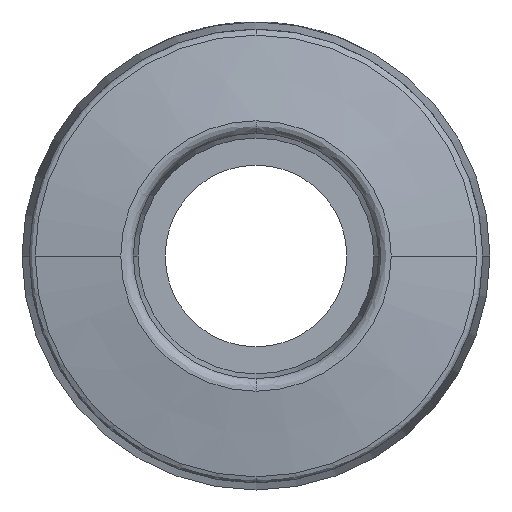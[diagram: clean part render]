
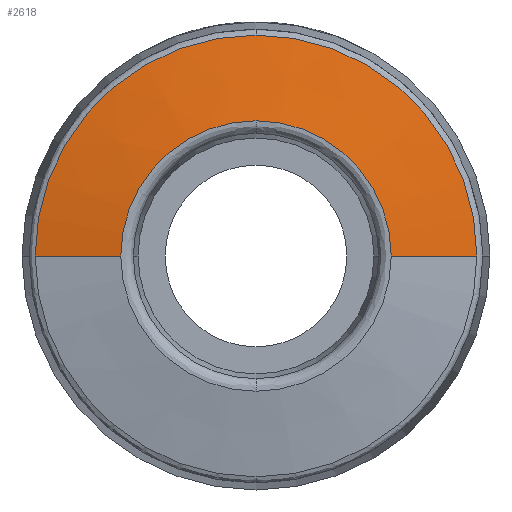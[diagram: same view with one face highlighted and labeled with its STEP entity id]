
A CAD part, left-side view. The second image highlights one B-rep face of the part: STEP entity #2618.
In plain terms, the highlighted conical face has half-angle 80 degrees and reference radius 6.135 mm.
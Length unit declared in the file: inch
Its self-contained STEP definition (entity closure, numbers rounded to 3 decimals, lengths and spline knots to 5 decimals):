
#51 = CARTESIAN_POINT ( 'NONE',  ( -0.0581, -0.24152, 0. ) ) ;
#207 = CARTESIAN_POINT ( 'NONE',  ( -0.0581, 0., 0.24152 ) ) ;
#476 = CARTESIAN_POINT ( 'NONE',  ( -0.0581, 0.24152, 0. ) ) ;
#608 = CIRCLE ( 'NONE', #2086, 0.14784 ) ;
#635 = CARTESIAN_POINT ( 'NONE',  ( -0.07462, 0., 0. ) ) ;
#647 = DIRECTION ( 'NONE',  ( 1., 0., 0. ) ) ;
#730 = CONICAL_SURFACE ( 'NONE', #3914, 0.24152, 1.396 ) ;
#774 = EDGE_CURVE ( 'NONE', #3316, #2739, #2758, .T. ) ;
#965 = DIRECTION ( 'NONE',  ( 0., 1., 0. ) ) ;
#998 = CARTESIAN_POINT ( 'NONE',  ( -0.0581, 0., 0. ) ) ;
#1010 = DIRECTION ( 'NONE',  ( 0., 1., 0. ) ) ;
#1205 = CARTESIAN_POINT ( 'NONE',  ( -0.0581, 0.24152, 0. ) ) ;
#1345 = DIRECTION ( 'NONE',  ( 1., 0., 0. ) ) ;
#1444 = AXIS2_PLACEMENT_3D ( 'NONE', #2669, #647, #3008 ) ;
#1569 = VERTEX_POINT ( 'NONE', #4130 ) ;
#1579 = VERTEX_POINT ( 'NONE', #3180 ) ;
#1976 = CARTESIAN_POINT ( 'NONE',  ( -0.07462, 0., 0. ) ) ;
#2001 = LINE ( 'NONE', #1205, #3775 ) ;
#2051 = FACE_OUTER_BOUND ( 'NONE', #3729, .T. ) ;
#2086 = AXIS2_PLACEMENT_3D ( 'NONE', #1976, #4280, #2302 ) ;
#2113 = AXIS2_PLACEMENT_3D ( 'NONE', #4100, #4085, #3424 ) ;
#2127 = CIRCLE ( 'NONE', #3420, 0.14784 ) ;
#2145 = ORIENTED_EDGE ( 'NONE', *, *, #3480, .T. ) ;
#2302 = DIRECTION ( 'NONE',  ( 0., 1., 0. ) ) ;
#2342 = EDGE_CURVE ( 'NONE', #1569, #4215, #2001, .T. ) ;
#2373 = ORIENTED_EDGE ( 'NONE', *, *, #2342, .F. ) ;
#2445 = CARTESIAN_POINT ( 'NONE',  ( -0.0581, -0.24152, 0. ) ) ;
#2451 = DIRECTION ( 'NONE',  ( 0.174, -0.985, 0. ) ) ;
#2457 = VERTEX_POINT ( 'NONE', #2615 ) ;
#2466 = ORIENTED_EDGE ( 'NONE', *, *, #2578, .F. ) ;
#2480 = ORIENTED_EDGE ( 'NONE', *, *, #774, .F. ) ;
#2578 = EDGE_CURVE ( 'NONE', #4215, #3316, #2580, .T. ) ;
#2580 = CIRCLE ( 'NONE', #1444, 0.24152 ) ;
#2615 = CARTESIAN_POINT ( 'NONE',  ( -0.07462, 0., 0.14784 ) ) ;
#2618 = ADVANCED_FACE ( 'NONE', ( #2051 ), #730, .T. ) ;
#2669 = CARTESIAN_POINT ( 'NONE',  ( -0.0581, 0., 0. ) ) ;
#2739 = VERTEX_POINT ( 'NONE', #2445 ) ;
#2758 = CIRCLE ( 'NONE', #2113, 0.24152 ) ;
#2969 = EDGE_CURVE ( 'NONE', #2457, #1579, #608, .T. ) ;
#2973 = VECTOR ( 'NONE', #2451, 39.37008 ) ;
#2987 = DIRECTION ( 'NONE',  ( 1., 0., 0. ) ) ;
#3008 = DIRECTION ( 'NONE',  ( 0., 0., -1. ) ) ;
#3180 = CARTESIAN_POINT ( 'NONE',  ( -0.07462, -0.14784, 0. ) ) ;
#3258 = ORIENTED_EDGE ( 'NONE', *, *, #2969, .T. ) ;
#3259 = EDGE_CURVE ( 'NONE', #1579, #2739, #3869, .T. ) ;
#3316 = VERTEX_POINT ( 'NONE', #207 ) ;
#3420 = AXIS2_PLACEMENT_3D ( 'NONE', #635, #2987, #965 ) ;
#3424 = DIRECTION ( 'NONE',  ( 0., 0., -1. ) ) ;
#3480 = EDGE_CURVE ( 'NONE', #1569, #2457, #2127, .T. ) ;
#3555 = DIRECTION ( 'NONE',  ( 0.174, 0.985, 0. ) ) ;
#3686 = ORIENTED_EDGE ( 'NONE', *, *, #3259, .T. ) ;
#3729 = EDGE_LOOP ( 'NONE', ( #2145, #3258, #3686, #2480, #2466, #2373 ) ) ;
#3775 = VECTOR ( 'NONE', #3555, 39.37008 ) ;
#3869 = LINE ( 'NONE', #51, #2973 ) ;
#3914 = AXIS2_PLACEMENT_3D ( 'NONE', #998, #1345, #1010 ) ;
#4085 = DIRECTION ( 'NONE',  ( 1., 0., 0. ) ) ;
#4100 = CARTESIAN_POINT ( 'NONE',  ( -0.0581, 0., 0. ) ) ;
#4130 = CARTESIAN_POINT ( 'NONE',  ( -0.07462, 0.14784, 0. ) ) ;
#4215 = VERTEX_POINT ( 'NONE', #476 ) ;
#4280 = DIRECTION ( 'NONE',  ( 1., 0., 0. ) ) ;
